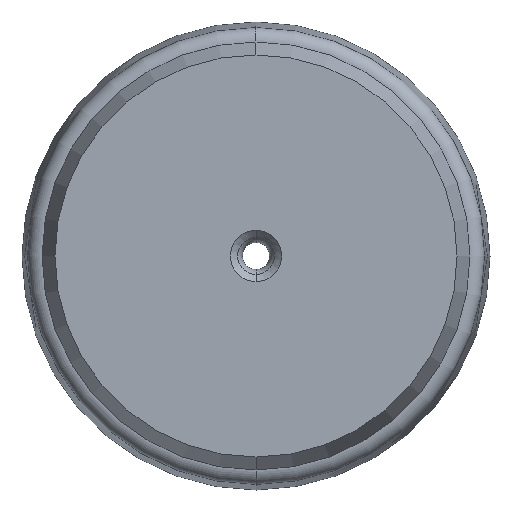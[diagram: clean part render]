
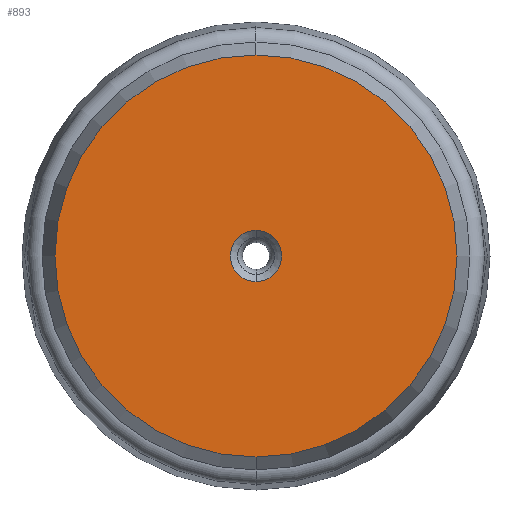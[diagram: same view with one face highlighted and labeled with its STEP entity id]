
A CAD part, left-side view. The second image highlights one B-rep face of the part: STEP entity #893.
In plain terms, the highlighted planar face has unit normal (-1, 0, 0).
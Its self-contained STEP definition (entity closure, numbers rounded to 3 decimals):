
#1 = CARTESIAN_POINT ( 'NONE',  ( 0., 0., 5.5 ) ) ;
#7 = CARTESIAN_POINT ( 'NONE',  ( 0., 0., 0.7 ) ) ;
#8 = CARTESIAN_POINT ( 'NONE',  ( 0., 0., -5.5 ) ) ;
#15 = CARTESIAN_POINT ( 'NONE',  ( 0., 0., -0.7 ) ) ;
#44 = CARTESIAN_POINT ( 'NONE',  ( 0., 0., 0. ) ) ;
#50 = DIRECTION ( 'NONE',  ( -1., 0., 0. ) ) ;
#58 = DIRECTION ( 'NONE',  ( 0., 0., 1. ) ) ;
#60 = CARTESIAN_POINT ( 'NONE',  ( 0., 0., 0. ) ) ;
#65 = DIRECTION ( 'NONE',  ( 0., 0., 1. ) ) ;
#67 = CARTESIAN_POINT ( 'NONE',  ( 0., 0., 0. ) ) ;
#68 = DIRECTION ( 'NONE',  ( 0., 0., -1. ) ) ;
#79 = DIRECTION ( 'NONE',  ( -1., 0., 0. ) ) ;
#90 = DIRECTION ( 'NONE',  ( 1., 0., 0. ) ) ;
#124 = CARTESIAN_POINT ( 'NONE',  ( 0., 0., 0. ) ) ;
#129 = DIRECTION ( 'NONE',  ( 0., 0., -1. ) ) ;
#137 = DIRECTION ( 'NONE',  ( 1., 0., 0. ) ) ;
#249 = EDGE_CURVE ( 'NONE', #435, #441, #575, .T. ) ;
#254 = AXIS2_PLACEMENT_3D ( 'NONE', #67, #90, #68 ) ;
#256 = AXIS2_PLACEMENT_3D ( 'NONE', #60, #79, #65 ) ;
#272 = EDGE_CURVE ( 'NONE', #440, #439, #653, .T. ) ;
#286 = EDGE_CURVE ( 'NONE', #441, #435, #662, .T. ) ;
#296 = AXIS2_PLACEMENT_3D ( 'NONE', #44, #50, #58 ) ;
#301 = AXIS2_PLACEMENT_3D ( 'NONE', #124, #137, #129 ) ;
#350 = AXIS2_PLACEMENT_3D ( 'NONE', #1016, #1025, #1008 ) ;
#367 = EDGE_CURVE ( 'NONE', #439, #440, #627, .T. ) ;
#398 = EDGE_LOOP ( 'NONE', ( #471, #462 ) ) ;
#419 = EDGE_LOOP ( 'NONE', ( #478, #452 ) ) ;
#435 = VERTEX_POINT ( 'NONE', #1 ) ;
#439 = VERTEX_POINT ( 'NONE', #7 ) ;
#440 = VERTEX_POINT ( 'NONE', #15 ) ;
#441 = VERTEX_POINT ( 'NONE', #8 ) ;
#452 = ORIENTED_EDGE ( 'NONE', *, *, #249, .T. ) ;
#462 = ORIENTED_EDGE ( 'NONE', *, *, #272, .T. ) ;
#471 = ORIENTED_EDGE ( 'NONE', *, *, #367, .T. ) ;
#478 = ORIENTED_EDGE ( 'NONE', *, *, #286, .T. ) ;
#575 = CIRCLE ( 'NONE', #296, 5.5 ) ;
#627 = CIRCLE ( 'NONE', #301, 0.7 ) ;
#653 = CIRCLE ( 'NONE', #254, 0.7 ) ;
#662 = CIRCLE ( 'NONE', #256, 5.5 ) ;
#695 = FACE_OUTER_BOUND ( 'NONE', #419, .T. ) ;
#735 = FACE_BOUND ( 'NONE', #398, .T. ) ;
#893 = ADVANCED_FACE ( 'NONE', ( #735, #695 ), #1006, .F. ) ;
#1006 = PLANE ( 'NONE',  #350 ) ;
#1008 = DIRECTION ( 'NONE',  ( 0., 0., -1. ) ) ;
#1016 = CARTESIAN_POINT ( 'NONE',  ( 0., 0.5, 0. ) ) ;
#1025 = DIRECTION ( 'NONE',  ( 1., 0., 0. ) ) ;
